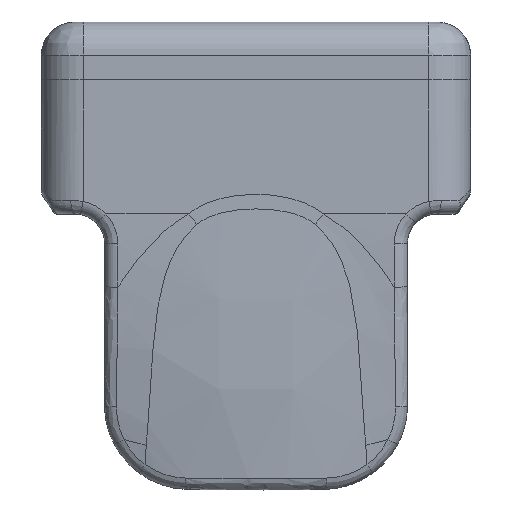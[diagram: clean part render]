
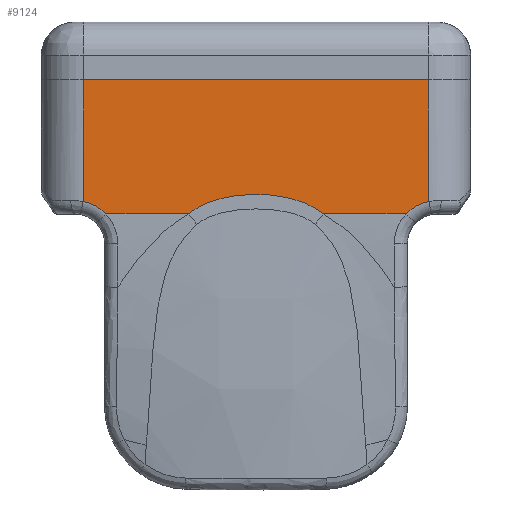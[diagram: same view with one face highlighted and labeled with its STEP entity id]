
A CAD part, top view. The second image highlights one B-rep face of the part: STEP entity #9124.
In plain terms, the highlighted planar face has unit normal (0, 0, 1).
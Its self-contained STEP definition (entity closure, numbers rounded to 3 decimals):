
#235=B_SPLINE_CURVE_WITH_KNOTS('',3,(#18655,#18656,#18657,#18658,#18659,
#18660,#18661,#18662,#18663,#18664,#18665,#18666,#18667,#18668,#18669,#18670,
#18671,#18672,#18673,#18674,#18675,#18676,#18677,#18678,#18679),
 .UNSPECIFIED.,.F.,.F.,(4,3,3,3,3,3,3,3,4),(0.,0.001,
0.002,0.003,0.004,0.005,
0.006,0.008,0.009),
 .UNSPECIFIED.);
#561=PLANE('',#10078);
#1195=FACE_OUTER_BOUND('',#1812,.T.);
#1812=EDGE_LOOP('',(#7811,#7812,#7813,#7814,#7815,#7816,#7817,#7818));
#2307=LINE('',#14491,#2901);
#2519=LINE('',#18530,#3113);
#2539=LINE('',#18643,#3133);
#2540=LINE('',#18654,#3134);
#2541=LINE('',#18682,#3135);
#2901=VECTOR('',#11559,1000.);
#3113=VECTOR('',#12363,1000.);
#3133=VECTOR('',#12427,1000.);
#3134=VECTOR('',#12432,1000.);
#3135=VECTOR('',#12435,1000.);
#3575=CIRCLE('',#10079,2.6);
#3576=CIRCLE('',#10080,2.6);
#4022=VERTEX_POINT('',#14488);
#4023=VERTEX_POINT('',#14490);
#4389=VERTEX_POINT('',#18518);
#4390=VERTEX_POINT('',#18529);
#4413=VERTEX_POINT('',#18632);
#4414=VERTEX_POINT('',#18651);
#4415=VERTEX_POINT('',#18653);
#4416=VERTEX_POINT('',#18680);
#5053=EDGE_CURVE('',#4022,#4023,#2307,.T.);
#5587=EDGE_CURVE('',#4389,#4390,#2519,.T.);
#5623=EDGE_CURVE('',#4022,#4413,#2539,.T.);
#5625=EDGE_CURVE('',#4413,#4414,#3575,.T.);
#5626=EDGE_CURVE('',#4415,#4414,#2540,.T.);
#5627=EDGE_CURVE('',#4415,#4390,#235,.T.);
#5628=EDGE_CURVE('',#4389,#4416,#3576,.T.);
#5629=EDGE_CURVE('',#4023,#4416,#2541,.T.);
#7811=ORIENTED_EDGE('',*,*,#5623,.T.);
#7812=ORIENTED_EDGE('',*,*,#5625,.T.);
#7813=ORIENTED_EDGE('',*,*,#5626,.F.);
#7814=ORIENTED_EDGE('',*,*,#5627,.T.);
#7815=ORIENTED_EDGE('',*,*,#5587,.F.);
#7816=ORIENTED_EDGE('',*,*,#5628,.T.);
#7817=ORIENTED_EDGE('',*,*,#5629,.F.);
#7818=ORIENTED_EDGE('',*,*,#5053,.F.);
#9124=ADVANCED_FACE('',(#1195),#561,.F.);
#10078=AXIS2_PLACEMENT_3D('',#18650,#12428,#12429);
#10079=AXIS2_PLACEMENT_3D('',#18652,#12430,#12431);
#10080=AXIS2_PLACEMENT_3D('',#18681,#12433,#12434);
#11559=DIRECTION('',(1.,0.,0.));
#12363=DIRECTION('',(-1.,0.,0.));
#12427=DIRECTION('',(0.,-1.,0.));
#12428=DIRECTION('center_axis',(0.,0.,-1.));
#12429=DIRECTION('ref_axis',(-1.,0.,0.));
#12430=DIRECTION('center_axis',(0.,0.,-1.));
#12431=DIRECTION('ref_axis',(-1.,0.,0.));
#12432=DIRECTION('',(-1.,0.,0.));
#12433=DIRECTION('center_axis',(0.,0.,-1.));
#12434=DIRECTION('ref_axis',(-1.,0.,0.));
#12435=DIRECTION('',(0.,-1.,0.));
#14488=CARTESIAN_POINT('',(-10.45,7.1,10.5));
#14490=CARTESIAN_POINT('',(10.45,7.1,10.5));
#14491=CARTESIAN_POINT('',(-10.45,7.1,10.5));
#18518=CARTESIAN_POINT('',(9.074,-1.,10.5));
#18529=CARTESIAN_POINT('',(4.082,-1.,10.5));
#18530=CARTESIAN_POINT('',(9.15,-1.,10.5));
#18632=CARTESIAN_POINT('',(-10.45,-0.249,10.5));
#18643=CARTESIAN_POINT('',(-10.45,4.,10.5));
#18650=CARTESIAN_POINT('Origin',(-10.45,4.,10.5));
#18651=CARTESIAN_POINT('',(-9.074,-1.,10.5));
#18652=CARTESIAN_POINT('Origin',(-10.95,-2.8,10.5));
#18653=CARTESIAN_POINT('',(-4.082,-1.,10.5));
#18654=CARTESIAN_POINT('',(9.15,-1.,10.5));
#18655=CARTESIAN_POINT('Ctrl Pts',(-4.082,-1.,
10.5));
#18656=CARTESIAN_POINT('Ctrl Pts',(-3.795,-0.773,
10.5));
#18657=CARTESIAN_POINT('Ctrl Pts',(-3.486,-0.589,
10.5));
#18658=CARTESIAN_POINT('Ctrl Pts',(-3.16,-0.438,
10.5));
#18659=CARTESIAN_POINT('Ctrl Pts',(-2.834,-0.287,
10.5));
#18660=CARTESIAN_POINT('Ctrl Pts',(-2.488,-0.168,
10.5));
#18661=CARTESIAN_POINT('Ctrl Pts',(-2.138,-0.078,
10.5));
#18662=CARTESIAN_POINT('Ctrl Pts',(-1.789,0.013,
10.5));
#18663=CARTESIAN_POINT('Ctrl Pts',(-1.436,0.076,
10.5));
#18664=CARTESIAN_POINT('Ctrl Pts',(-1.079,0.118,
10.5));
#18665=CARTESIAN_POINT('Ctrl Pts',(-0.723,0.16,
10.5));
#18666=CARTESIAN_POINT('Ctrl Pts',(-0.364,0.181,
10.5));
#18667=CARTESIAN_POINT('Ctrl Pts',(-0.001,0.181,
10.5));
#18668=CARTESIAN_POINT('Ctrl Pts',(0.361,0.181,
10.5));
#18669=CARTESIAN_POINT('Ctrl Pts',(0.721,0.16,
10.5));
#18670=CARTESIAN_POINT('Ctrl Pts',(1.077,0.118,10.5));
#18671=CARTESIAN_POINT('Ctrl Pts',(1.433,0.077,
10.5));
#18672=CARTESIAN_POINT('Ctrl Pts',(1.786,0.013,
10.5));
#18673=CARTESIAN_POINT('Ctrl Pts',(2.134,-0.077,
10.5));
#18674=CARTESIAN_POINT('Ctrl Pts',(2.482,-0.167,
10.5));
#18675=CARTESIAN_POINT('Ctrl Pts',(2.829,-0.285,
10.5));
#18676=CARTESIAN_POINT('Ctrl Pts',(3.157,-0.437,
10.5));
#18677=CARTESIAN_POINT('Ctrl Pts',(3.485,-0.589,
10.5));
#18678=CARTESIAN_POINT('Ctrl Pts',(3.795,-0.773,
10.5));
#18679=CARTESIAN_POINT('Ctrl Pts',(4.082,-1.,10.5));
#18680=CARTESIAN_POINT('',(10.45,-0.249,10.5));
#18681=CARTESIAN_POINT('Origin',(10.95,-2.8,10.5));
#18682=CARTESIAN_POINT('',(10.45,4.,10.5));
